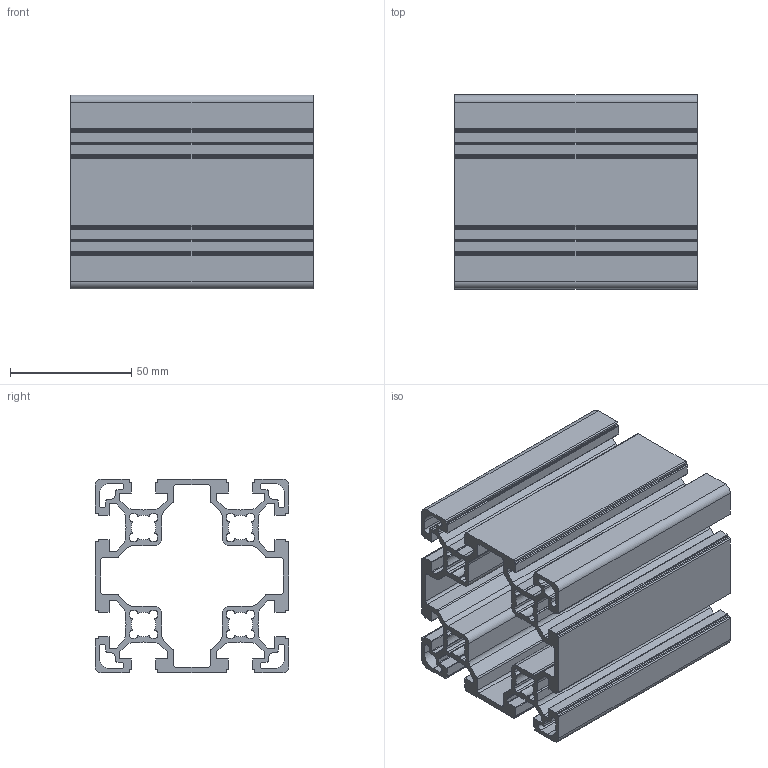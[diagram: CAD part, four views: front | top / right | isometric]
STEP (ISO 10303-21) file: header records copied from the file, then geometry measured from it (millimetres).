
FILE_DESCRIPTION (( 'STEP AP214' ), '1' );
FILE_NAME ('084.113.003.STEP', '2020-07-23T08:24:36', ( '' ), ( '' ), 'SwSTEP 2.0', 'SolidWorks 2018', '' );
FILE_SCHEMA (( 'AUTOMOTIVE_DESIGN' ));
Length unit declared in the file: millimetre
Products named in the file (1): 084.113.003
Bounding box: 100 x 80 x 80 mm (x, y, z)
Volume: 155418.8 mm3; surface area: 126532.2 mm2
Topology: 1 solids, 1 shells, 562 faces, 1680 edges, 1120 vertices
Faces by surface type: cylinder 304, plane 258
Entity records: 19182 total; most frequent: DIRECTION 3414, CARTESIAN_POINT 3363, ORIENTED_EDGE 3360, EDGE_CURVE 1680, AXIS2_PLACEMENT_3D 1171, VERTEX_POINT 1120, LINE 1072, VECTOR 1072
